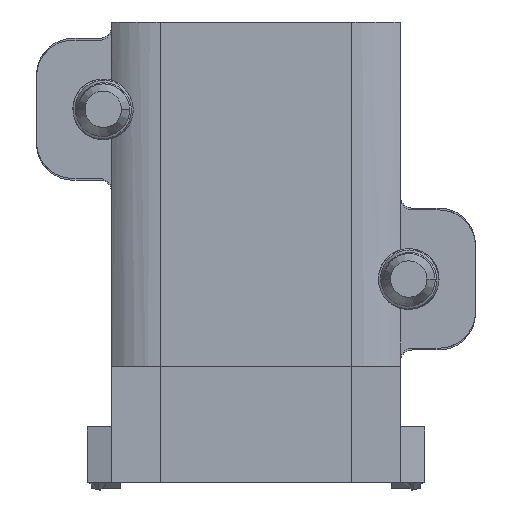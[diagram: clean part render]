
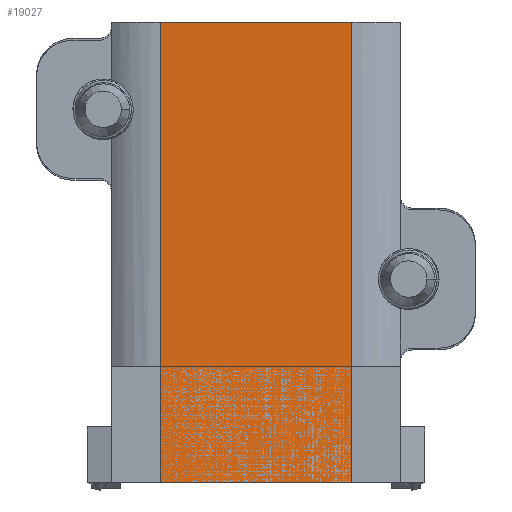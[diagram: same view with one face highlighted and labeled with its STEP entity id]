
A CAD part, left-side view. The second image highlights one B-rep face of the part: STEP entity #19027.
In plain terms, the highlighted planar face has unit normal (-1, 0, 0).
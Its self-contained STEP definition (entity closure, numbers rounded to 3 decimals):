
#147=DIRECTION('',(0.,1.,0.));
#148=VECTOR('',#147,7.9);
#149=CARTESIAN_POINT('',(-5.95,-3.95,17.8));
#150=LINE('',#149,#148);
#1324=DIRECTION('',(0.,0.,1.));
#1325=VECTOR('',#1324,19.);
#1326=CARTESIAN_POINT('',(-5.95,-3.95,-1.2));
#1327=LINE('',#1326,#1325);
#6902=DIRECTION('',(0.,0.,1.));
#6903=VECTOR('',#6902,19.);
#6904=CARTESIAN_POINT('',(-5.95,3.95,-1.2));
#6905=LINE('',#6904,#6903);
#6909=DIRECTION('',(0.,1.,0.));
#6910=VECTOR('',#6909,7.9);
#6911=CARTESIAN_POINT('',(-5.95,-3.95,-1.2));
#6912=LINE('',#6911,#6910);
#12107=CARTESIAN_POINT('',(-5.95,-3.95,-1.2));
#12108=VERTEX_POINT('',#12107);
#12109=CARTESIAN_POINT('',(-5.95,3.95,-1.2));
#12111=VERTEX_POINT('',#12109);
#12134=CARTESIAN_POINT('',(-5.95,3.95,17.8));
#12136=VERTEX_POINT('',#12134);
#12137=CARTESIAN_POINT('',(-5.95,-3.95,17.8));
#12139=VERTEX_POINT('',#12137);
#19016=CARTESIAN_POINT('',(-5.95,0.,0.));
#19017=DIRECTION('',(1.,0.,0.));
#19018=DIRECTION('',(0.,1.,0.));
#19019=AXIS2_PLACEMENT_3D('',#19016,#19017,#19018);
#19020=PLANE('',#19019);
#19021=ORIENTED_EDGE('',*,*,#16857,.T.);
#19022=ORIENTED_EDGE('',*,*,#13570,.F.);
#19023=ORIENTED_EDGE('',*,*,#14327,.F.);
#19024=ORIENTED_EDGE('',*,*,#16425,.T.);
#19025=EDGE_LOOP('',(#19021,#19022,#19023,#19024));
#19026=FACE_OUTER_BOUND('',#19025,.F.);
#13570=EDGE_CURVE('',#12139,#12136,#150,.T.);
#14327=EDGE_CURVE('',#12108,#12139,#1327,.T.);
#16425=EDGE_CURVE('',#12108,#12111,#6912,.T.);
#16857=EDGE_CURVE('',#12111,#12136,#6905,.T.);
#19027=ADVANCED_FACE('',(#19026),#19020,.F.);
